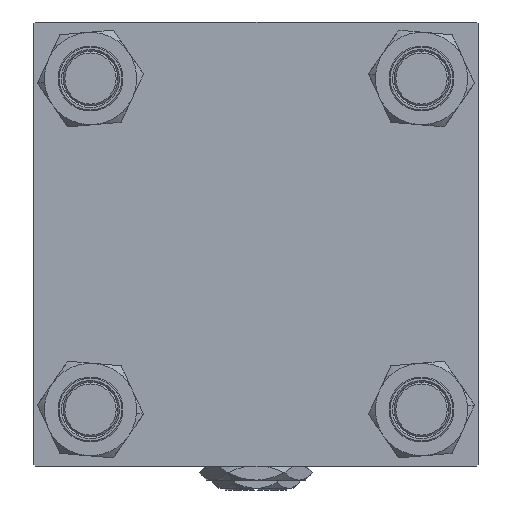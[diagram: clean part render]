
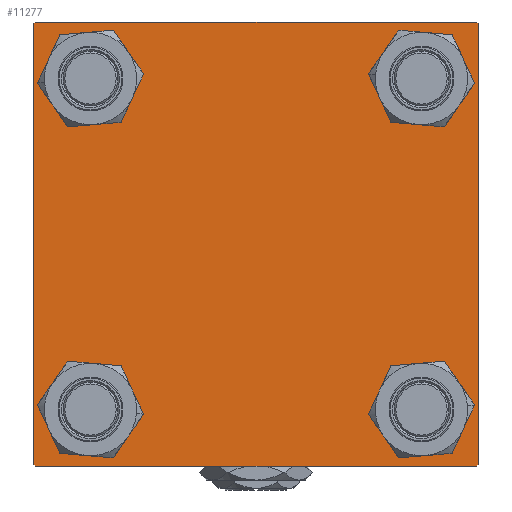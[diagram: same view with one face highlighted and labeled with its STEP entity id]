
A CAD part, left-side view. The second image highlights one B-rep face of the part: STEP entity #11277.
In plain terms, the highlighted planar face has unit normal (-1, 0, 0).
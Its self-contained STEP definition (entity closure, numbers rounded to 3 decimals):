
#258 = VERTEX_POINT ( 'NONE', #40661 ) ;
#578 = ORIENTED_EDGE ( 'NONE', *, *, #11005, .T. ) ;
#845 = ORIENTED_EDGE ( 'NONE', *, *, #52996, .F. ) ;
#1016 = VERTEX_POINT ( 'NONE', #8082 ) ;
#1279 = LINE ( 'NONE', #41822, #50370 ) ;
#1327 = EDGE_LOOP ( 'NONE', ( #48896, #3605, #578, #54545, #18184, #44400, #845, #40763 ) ) ;
#1497 = DIRECTION ( 'NONE',  ( 1., 0., 0. ) ) ;
#1869 = CARTESIAN_POINT ( 'NONE',  ( 0., -48.45, -48.45 ) ) ;
#2146 = EDGE_LOOP ( 'NONE', ( #10409, #26181 ) ) ;
#2192 = EDGE_CURVE ( 'NONE', #13509, #55642, #58301, .T. ) ;
#2358 = VECTOR ( 'NONE', #39651, 1000. ) ;
#2867 = FACE_BOUND ( 'NONE', #8102, .T. ) ;
#2958 = CARTESIAN_POINT ( 'NONE',  ( 0., -48.45, 48.45 ) ) ;
#3605 = ORIENTED_EDGE ( 'NONE', *, *, #46556, .T. ) ;
#4401 = ORIENTED_EDGE ( 'NONE', *, *, #4444, .T. ) ;
#4444 = EDGE_CURVE ( 'NONE', #7871, #34806, #29815, .T. ) ;
#4512 = CIRCLE ( 'NONE', #37796, 8.5 ) ;
#4629 = CIRCLE ( 'NONE', #37927, 8.5 ) ;
#4896 = CARTESIAN_POINT ( 'NONE',  ( 0., 48.45, -39.95 ) ) ;
#5135 = DIRECTION ( 'NONE',  ( 0., 0., -1. ) ) ;
#5837 = LINE ( 'NONE', #24018, #47184 ) ;
#6037 = CARTESIAN_POINT ( 'NONE',  ( 0., -64.5, 65. ) ) ;
#6269 = DIRECTION ( 'NONE',  ( 0., 0., 1. ) ) ;
#6754 = FACE_BOUND ( 'NONE', #51680, .T. ) ;
#6774 = CIRCLE ( 'NONE', #40096, 8.5 ) ;
#6880 = AXIS2_PLACEMENT_3D ( 'NONE', #2958, #56638, #29796 ) ;
#7192 = VECTOR ( 'NONE', #5135, 1000. ) ;
#7866 = VERTEX_POINT ( 'NONE', #8653 ) ;
#7871 = VERTEX_POINT ( 'NONE', #58751 ) ;
#8082 = CARTESIAN_POINT ( 'NONE',  ( 0., -64.5, -65. ) ) ;
#8102 = EDGE_LOOP ( 'NONE', ( #52425, #29509 ) ) ;
#8118 = CARTESIAN_POINT ( 'NONE',  ( 0., 65., -64.5 ) ) ;
#8653 = CARTESIAN_POINT ( 'NONE',  ( 0., 48.45, -56.95 ) ) ;
#9387 = DIRECTION ( 'NONE',  ( 0., -0.707, -0.707 ) ) ;
#9545 = CARTESIAN_POINT ( 'NONE',  ( 0., 65., 64.5 ) ) ;
#9582 = VECTOR ( 'NONE', #42859, 1000. ) ;
#9617 = CARTESIAN_POINT ( 'NONE',  ( 0., 65., 65. ) ) ;
#10409 = ORIENTED_EDGE ( 'NONE', *, *, #2192, .T. ) ;
#10676 = CARTESIAN_POINT ( 'NONE',  ( 0., -65., 65. ) ) ;
#11005 = EDGE_CURVE ( 'NONE', #56979, #1016, #21240, .T. ) ;
#11277 = ADVANCED_FACE ( 'NONE', ( #43711, #6754, #57741, #2867, #20760 ), #53247, .T. ) ;
#11336 = VERTEX_POINT ( 'NONE', #48181 ) ;
#11527 = DIRECTION ( 'NONE',  ( -1., 0., 0. ) ) ;
#11677 = CARTESIAN_POINT ( 'NONE',  ( 0., 48.45, -48.45 ) ) ;
#12217 = DIRECTION ( 'NONE',  ( 0., 0., 1. ) ) ;
#12242 = LINE ( 'NONE', #53074, #2358 ) ;
#12503 = ORIENTED_EDGE ( 'NONE', *, *, #17970, .T. ) ;
#13005 = CARTESIAN_POINT ( 'NONE',  ( 0., 48.45, -48.45 ) ) ;
#13449 = CARTESIAN_POINT ( 'NONE',  ( 0., -48.45, 56.95 ) ) ;
#13509 = VERTEX_POINT ( 'NONE', #13449 ) ;
#14400 = DIRECTION ( 'NONE',  ( 1., 0., 0. ) ) ;
#14857 = AXIS2_PLACEMENT_3D ( 'NONE', #13005, #26994, #31463 ) ;
#15798 = LINE ( 'NONE', #24450, #32834 ) ;
#16774 = DIRECTION ( 'NONE',  ( 0., -1., 0. ) ) ;
#17970 = EDGE_CURVE ( 'NONE', #57527, #7866, #49170, .T. ) ;
#18184 = ORIENTED_EDGE ( 'NONE', *, *, #23657, .F. ) ;
#19162 = DIRECTION ( 'NONE',  ( 0., -1., 0. ) ) ;
#20760 = FACE_OUTER_BOUND ( 'NONE', #1327, .T. ) ;
#21240 = LINE ( 'NONE', #39410, #28137 ) ;
#22326 = CARTESIAN_POINT ( 'NONE',  ( 0., -48.45, 48.45 ) ) ;
#23246 = ORIENTED_EDGE ( 'NONE', *, *, #58005, .T. ) ;
#23657 = EDGE_CURVE ( 'NONE', #51339, #39627, #38370, .T. ) ;
#24018 = CARTESIAN_POINT ( 'NONE',  ( 0., -64.75, -64.75 ) ) ;
#24450 = CARTESIAN_POINT ( 'NONE',  ( 0., 64.75, 64.75 ) ) ;
#26027 = AXIS2_PLACEMENT_3D ( 'NONE', #1869, #14400, #42107 ) ;
#26124 = EDGE_CURVE ( 'NONE', #11336, #48491, #6774, .T. ) ;
#26181 = ORIENTED_EDGE ( 'NONE', *, *, #48172, .T. ) ;
#26872 = VERTEX_POINT ( 'NONE', #8118 ) ;
#26994 = DIRECTION ( 'NONE',  ( 1., 0., 0. ) ) ;
#28137 = VECTOR ( 'NONE', #16774, 1000. ) ;
#28410 = DIRECTION ( 'NONE',  ( 1., 0., 0. ) ) ;
#29509 = ORIENTED_EDGE ( 'NONE', *, *, #52101, .T. ) ;
#29758 = CARTESIAN_POINT ( 'NONE',  ( 0., -65., -64.5 ) ) ;
#29796 = DIRECTION ( 'NONE',  ( 0., 0., 1. ) ) ;
#29815 = CIRCLE ( 'NONE', #26027, 8.5 ) ;
#31463 = DIRECTION ( 'NONE',  ( 0., 0., 1. ) ) ;
#31523 = DIRECTION ( 'NONE',  ( 1., 0., 0. ) ) ;
#32834 = VECTOR ( 'NONE', #51856, 1000. ) ;
#33006 = AXIS2_PLACEMENT_3D ( 'NONE', #11677, #56998, #57288 ) ;
#33670 = CARTESIAN_POINT ( 'NONE',  ( 0., 48.45, 48.45 ) ) ;
#34759 = CARTESIAN_POINT ( 'NONE',  ( 0., 0., 0. ) ) ;
#34806 = VERTEX_POINT ( 'NONE', #51747 ) ;
#35526 = EDGE_LOOP ( 'NONE', ( #12503, #54134 ) ) ;
#36916 = EDGE_CURVE ( 'NONE', #258, #51135, #15798, .T. ) ;
#37796 = AXIS2_PLACEMENT_3D ( 'NONE', #22326, #53930, #12217 ) ;
#37826 = CARTESIAN_POINT ( 'NONE',  ( 0., -65., 64.5 ) ) ;
#37927 = AXIS2_PLACEMENT_3D ( 'NONE', #33670, #1497, #6269 ) ;
#38307 = DIRECTION ( 'NONE',  ( 0., -0.707, 0.707 ) ) ;
#38370 = LINE ( 'NONE', #10676, #9582 ) ;
#38607 = CIRCLE ( 'NONE', #55769, 8.5 ) ;
#39043 = EDGE_CURVE ( 'NONE', #1016, #39627, #5837, .T. ) ;
#39283 = CARTESIAN_POINT ( 'NONE',  ( 0., 64.5, -65. ) ) ;
#39410 = CARTESIAN_POINT ( 'NONE',  ( 0., 65., -65. ) ) ;
#39627 = VERTEX_POINT ( 'NONE', #29758 ) ;
#39651 = DIRECTION ( 'NONE',  ( 0., 0.707, 0.707 ) ) ;
#40096 = AXIS2_PLACEMENT_3D ( 'NONE', #41818, #28410, #50186 ) ;
#40186 = DIRECTION ( 'NONE',  ( 0., 0., 1. ) ) ;
#40661 = CARTESIAN_POINT ( 'NONE',  ( 0., 64.5, 65. ) ) ;
#40763 = ORIENTED_EDGE ( 'NONE', *, *, #36916, .T. ) ;
#40769 = CARTESIAN_POINT ( 'NONE',  ( 0., -48.45, -48.45 ) ) ;
#41567 = LINE ( 'NONE', #51102, #41605 ) ;
#41605 = VECTOR ( 'NONE', #9387, 1000. ) ;
#41818 = CARTESIAN_POINT ( 'NONE',  ( 0., 48.45, 48.45 ) ) ;
#41822 = CARTESIAN_POINT ( 'NONE',  ( 0., 65., 65. ) ) ;
#42107 = DIRECTION ( 'NONE',  ( 0., 0., 1. ) ) ;
#42379 = EDGE_CURVE ( 'NONE', #51135, #26872, #50171, .T. ) ;
#42859 = DIRECTION ( 'NONE',  ( 0., 0., -1. ) ) ;
#43541 = CIRCLE ( 'NONE', #33006, 8.5 ) ;
#43711 = FACE_BOUND ( 'NONE', #2146, .T. ) ;
#44400 = ORIENTED_EDGE ( 'NONE', *, *, #55574, .T. ) ;
#44415 = CARTESIAN_POINT ( 'NONE',  ( 0., -48.45, 39.95 ) ) ;
#45246 = AXIS2_PLACEMENT_3D ( 'NONE', #34759, #11527, #52958 ) ;
#46556 = EDGE_CURVE ( 'NONE', #26872, #56979, #41567, .T. ) ;
#46913 = EDGE_CURVE ( 'NONE', #7866, #57527, #43541, .T. ) ;
#47184 = VECTOR ( 'NONE', #38307, 1000. ) ;
#48172 = EDGE_CURVE ( 'NONE', #55642, #13509, #4512, .T. ) ;
#48181 = CARTESIAN_POINT ( 'NONE',  ( 0., 48.45, 56.95 ) ) ;
#48491 = VERTEX_POINT ( 'NONE', #56325 ) ;
#48896 = ORIENTED_EDGE ( 'NONE', *, *, #42379, .T. ) ;
#49170 = CIRCLE ( 'NONE', #14857, 8.5 ) ;
#50171 = LINE ( 'NONE', #9617, #7192 ) ;
#50186 = DIRECTION ( 'NONE',  ( 0., 0., 1. ) ) ;
#50275 = VERTEX_POINT ( 'NONE', #6037 ) ;
#50370 = VECTOR ( 'NONE', #19162, 1000. ) ;
#51102 = CARTESIAN_POINT ( 'NONE',  ( 0., 64.75, -64.75 ) ) ;
#51135 = VERTEX_POINT ( 'NONE', #9545 ) ;
#51339 = VERTEX_POINT ( 'NONE', #37826 ) ;
#51680 = EDGE_LOOP ( 'NONE', ( #23246, #4401 ) ) ;
#51747 = CARTESIAN_POINT ( 'NONE',  ( 0., -48.45, -39.95 ) ) ;
#51856 = DIRECTION ( 'NONE',  ( 0., 0.707, -0.707 ) ) ;
#52101 = EDGE_CURVE ( 'NONE', #48491, #11336, #4629, .T. ) ;
#52425 = ORIENTED_EDGE ( 'NONE', *, *, #26124, .T. ) ;
#52958 = DIRECTION ( 'NONE',  ( 0., 0., 1. ) ) ;
#52996 = EDGE_CURVE ( 'NONE', #258, #50275, #1279, .T. ) ;
#53074 = CARTESIAN_POINT ( 'NONE',  ( 0., -64.75, 64.75 ) ) ;
#53247 = PLANE ( 'NONE',  #45246 ) ;
#53930 = DIRECTION ( 'NONE',  ( 1., 0., 0. ) ) ;
#54134 = ORIENTED_EDGE ( 'NONE', *, *, #46913, .T. ) ;
#54545 = ORIENTED_EDGE ( 'NONE', *, *, #39043, .T. ) ;
#55574 = EDGE_CURVE ( 'NONE', #51339, #50275, #12242, .T. ) ;
#55642 = VERTEX_POINT ( 'NONE', #44415 ) ;
#55769 = AXIS2_PLACEMENT_3D ( 'NONE', #40769, #31523, #40186 ) ;
#56325 = CARTESIAN_POINT ( 'NONE',  ( 0., 48.45, 39.95 ) ) ;
#56638 = DIRECTION ( 'NONE',  ( 1., 0., 0. ) ) ;
#56979 = VERTEX_POINT ( 'NONE', #39283 ) ;
#56998 = DIRECTION ( 'NONE',  ( 1., 0., 0. ) ) ;
#57288 = DIRECTION ( 'NONE',  ( 0., 0., 1. ) ) ;
#57527 = VERTEX_POINT ( 'NONE', #4896 ) ;
#57741 = FACE_BOUND ( 'NONE', #35526, .T. ) ;
#58005 = EDGE_CURVE ( 'NONE', #34806, #7871, #38607, .T. ) ;
#58301 = CIRCLE ( 'NONE', #6880, 8.5 ) ;
#58751 = CARTESIAN_POINT ( 'NONE',  ( 0., -48.45, -56.95 ) ) ;
